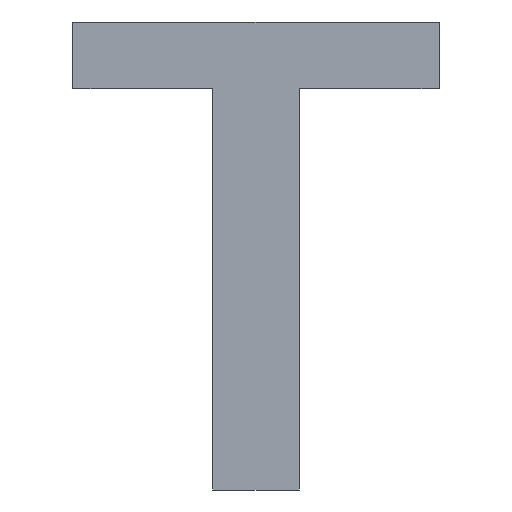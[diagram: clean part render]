
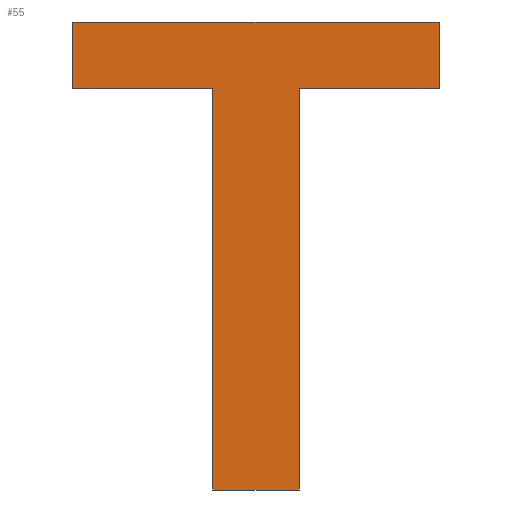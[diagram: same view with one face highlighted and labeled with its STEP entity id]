
A CAD part, front view. The second image highlights one B-rep face of the part: STEP entity #55.
In plain terms, the highlighted planar face has unit normal (0, -1, 0).
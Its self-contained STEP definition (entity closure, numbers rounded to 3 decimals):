
#12=ORIENTED_EDGE('',*,*,#20,.F.);
#13=ORIENTED_EDGE('',*,*,#21,.F.);
#14=ORIENTED_EDGE('',*,*,#22,.F.);
#15=ORIENTED_EDGE('',*,*,#23,.F.);
#16=ORIENTED_EDGE('',*,*,#24,.F.);
#17=ORIENTED_EDGE('',*,*,#25,.F.);
#18=ORIENTED_EDGE('',*,*,#26,.F.);
#19=ORIENTED_EDGE('',*,*,#27,.F.);
#20=EDGE_CURVE('',#28,#29,#36,.T.);
#21=EDGE_CURVE('',#30,#28,#37,.T.);
#22=EDGE_CURVE('',#31,#30,#38,.T.);
#23=EDGE_CURVE('',#32,#31,#39,.T.);
#24=EDGE_CURVE('',#33,#32,#40,.T.);
#25=EDGE_CURVE('',#34,#33,#41,.T.);
#26=EDGE_CURVE('',#35,#34,#42,.T.);
#27=EDGE_CURVE('',#29,#35,#43,.T.);
#28=VERTEX_POINT('',#77);
#29=VERTEX_POINT('',#78);
#30=VERTEX_POINT('',#80);
#31=VERTEX_POINT('',#82);
#32=VERTEX_POINT('',#84);
#33=VERTEX_POINT('',#86);
#34=VERTEX_POINT('',#88);
#35=VERTEX_POINT('',#90);
#36=LINE('',#76,#44);
#37=LINE('',#79,#45);
#38=LINE('',#81,#46);
#39=LINE('',#83,#47);
#40=LINE('',#85,#48);
#41=LINE('',#87,#49);
#42=LINE('',#89,#50);
#43=LINE('',#91,#51);
#44=VECTOR('',#66,1000.);
#45=VECTOR('',#67,1000.);
#46=VECTOR('',#68,1000.);
#47=VECTOR('',#69,1000.);
#48=VECTOR('',#70,1000.);
#49=VECTOR('',#71,1000.);
#50=VECTOR('',#72,1000.);
#51=VECTOR('',#73,1000.);
#52=EDGE_LOOP('',(#12,#13,#14,#15,#16,#17,#18,#19));
#53=FACE_BOUND('',#52,.T.);
#54=PLANE('',#61);
#55=ADVANCED_FACE('',(#53),#54,.F.);
#61=AXIS2_PLACEMENT_3D('',#75,#64,#65);
#64=DIRECTION('',(0.,1.,0.));
#65=DIRECTION('',(-1.,0.,0.));
#66=DIRECTION('',(-1.,0.,0.));
#67=DIRECTION('',(0.,0.,-1.));
#68=DIRECTION('',(1.,0.,0.));
#69=DIRECTION('',(0.,0.,1.));
#70=DIRECTION('',(-1.,0.,0.));
#71=DIRECTION('',(0.,0.,1.));
#72=DIRECTION('',(-1.,0.,0.));
#73=DIRECTION('',(0.,0.,-1.));
#75=CARTESIAN_POINT('',(0.9,0.,0.96));
#76=CARTESIAN_POINT('',(0.9,0.,0.96));
#77=CARTESIAN_POINT('',(0.9,0.,0.96));
#78=CARTESIAN_POINT('',(0.565,0.,0.96));
#79=CARTESIAN_POINT('',(0.9,0.,1.12));
#80=CARTESIAN_POINT('',(0.9,0.,1.12));
#81=CARTESIAN_POINT('',(0.023,0.,1.12));
#82=CARTESIAN_POINT('',(0.023,0.,1.12));
#83=CARTESIAN_POINT('',(0.023,0.,0.96));
#84=CARTESIAN_POINT('',(0.023,0.,0.96));
#85=CARTESIAN_POINT('',(0.358,0.,0.96));
#86=CARTESIAN_POINT('',(0.358,0.,0.96));
#87=CARTESIAN_POINT('',(0.358,0.,0.));
#88=CARTESIAN_POINT('',(0.358,0.,0.));
#89=CARTESIAN_POINT('',(0.565,0.,0.));
#90=CARTESIAN_POINT('',(0.565,0.,0.));
#91=CARTESIAN_POINT('',(0.565,0.,0.96));
